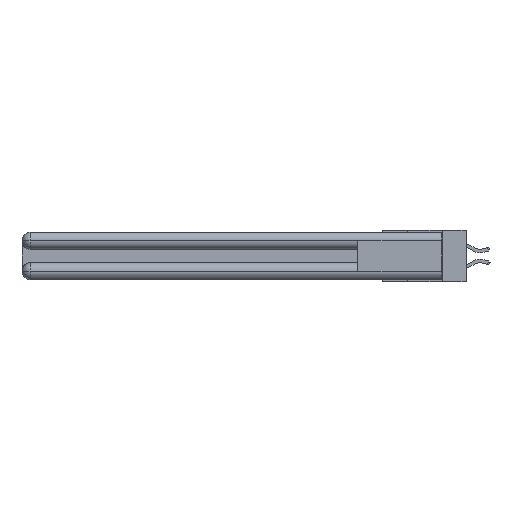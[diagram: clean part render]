
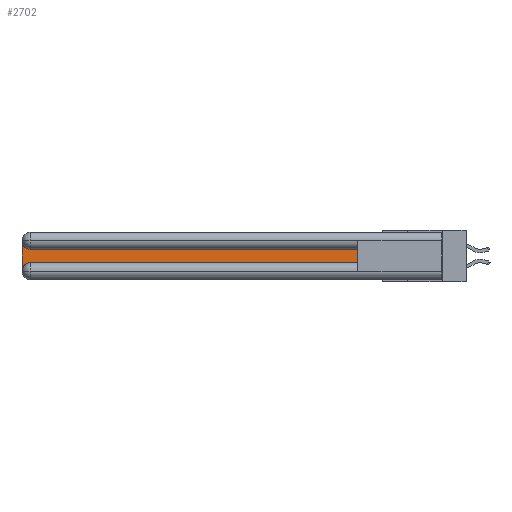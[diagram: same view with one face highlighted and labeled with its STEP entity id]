
A CAD part, left-side view. The second image highlights one B-rep face of the part: STEP entity #2702.
In plain terms, the highlighted planar face has unit normal (-1, 0, 0).
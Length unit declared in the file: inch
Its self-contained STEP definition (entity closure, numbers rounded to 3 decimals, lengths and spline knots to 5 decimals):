
#514 = DIRECTION ( 'NONE',  ( 0., 0., 1. ) ) ;
#1937 = AXIS2_PLACEMENT_3D ( 'NONE', #7349, #14794, #5384 ) ;
#2054 = CARTESIAN_POINT ( 'NONE',  ( 0.075, 3., -0.2175 ) ) ;
#2602 = CIRCLE ( 'NONE', #22083, 0.06 ) ;
#2702 = ADVANCED_FACE ( 'NONE', ( #25838 ), #13093, .F. ) ;
#3664 = EDGE_CURVE ( 'NONE', #16492, #28811, #23195, .T. ) ;
#3699 = CARTESIAN_POINT ( 'NONE',  ( 0.075, 3., -0.1225 ) ) ;
#4355 = CARTESIAN_POINT ( 'NONE',  ( 0.075, 0.6, -0.2175 ) ) ;
#5384 = DIRECTION ( 'NONE',  ( 0., 0., -1. ) ) ;
#6229 = ORIENTED_EDGE ( 'NONE', *, *, #9177, .T. ) ;
#7349 = CARTESIAN_POINT ( 'NONE',  ( 0.075, 2.94, -0.0625 ) ) ;
#7458 = CARTESIAN_POINT ( 'NONE',  ( 0.075, 3., -0.2775 ) ) ;
#7903 = LINE ( 'NONE', #2054, #18621 ) ;
#8607 = VERTEX_POINT ( 'NONE', #4355 ) ;
#9177 = EDGE_CURVE ( 'NONE', #8607, #16492, #29424, .T. ) ;
#9248 = CARTESIAN_POINT ( 'NONE',  ( 0.075, 2.94, -0.2175 ) ) ;
#9262 = DIRECTION ( 'NONE',  ( 0., 0., -1. ) ) ;
#10084 = CARTESIAN_POINT ( 'NONE',  ( 0.075, 0.6, -0.2175 ) ) ;
#10277 = EDGE_CURVE ( 'NONE', #27264, #11287, #2602, .T. ) ;
#11069 = VECTOR ( 'NONE', #17588, 39.37008 ) ;
#11287 = VERTEX_POINT ( 'NONE', #9248 ) ;
#11924 = CARTESIAN_POINT ( 'NONE',  ( 0.075, 2.94, -0.1225 ) ) ;
#12304 = ORIENTED_EDGE ( 'NONE', *, *, #10277, .T. ) ;
#13093 = PLANE ( 'NONE',  #22722 ) ;
#14116 = CARTESIAN_POINT ( 'NONE',  ( 0.075, 0.6, -0.2175 ) ) ;
#14794 = DIRECTION ( 'NONE',  ( 1., 0., 0. ) ) ;
#14908 = DIRECTION ( 'NONE',  ( 1., 0., 0. ) ) ;
#15045 = VERTEX_POINT ( 'NONE', #28012 ) ;
#15263 = CARTESIAN_POINT ( 'NONE',  ( 0.075, 0.6, -0.1225 ) ) ;
#16492 = VERTEX_POINT ( 'NONE', #22105 ) ;
#17107 = DIRECTION ( 'NONE',  ( 1., 0., 0. ) ) ;
#17588 = DIRECTION ( 'NONE',  ( 0., 1., 0. ) ) ;
#17754 = LINE ( 'NONE', #14116, #20669 ) ;
#18621 = VECTOR ( 'NONE', #9262, 39.37008 ) ;
#19359 = DIRECTION ( 'NONE',  ( 0., 0., -1. ) ) ;
#19438 = ORIENTED_EDGE ( 'NONE', *, *, #19611, .T. ) ;
#19493 = CARTESIAN_POINT ( 'NONE',  ( 0.075, 2.94, -0.2775 ) ) ;
#19611 = EDGE_CURVE ( 'NONE', #15045, #27264, #7903, .T. ) ;
#20669 = VECTOR ( 'NONE', #25471, 39.37008 ) ;
#20943 = EDGE_LOOP ( 'NONE', ( #25347, #22343, #19438, #12304, #28525, #6229 ) ) ;
#21425 = VECTOR ( 'NONE', #514, 39.37008 ) ;
#21824 = EDGE_CURVE ( 'NONE', #11287, #8607, #17754, .T. ) ;
#22083 = AXIS2_PLACEMENT_3D ( 'NONE', #19493, #14908, #24107 ) ;
#22105 = CARTESIAN_POINT ( 'NONE',  ( 0.075, 0.6, -0.1225 ) ) ;
#22343 = ORIENTED_EDGE ( 'NONE', *, *, #22582, .T. ) ;
#22582 = EDGE_CURVE ( 'NONE', #28811, #15045, #22809, .T. ) ;
#22722 = AXIS2_PLACEMENT_3D ( 'NONE', #3699, #17107, #19359 ) ;
#22809 = CIRCLE ( 'NONE', #1937, 0.06 ) ;
#23195 = LINE ( 'NONE', #15263, #11069 ) ;
#24107 = DIRECTION ( 'NONE',  ( 0., 0., -1. ) ) ;
#25347 = ORIENTED_EDGE ( 'NONE', *, *, #3664, .T. ) ;
#25471 = DIRECTION ( 'NONE',  ( 0., -1., 0. ) ) ;
#25838 = FACE_OUTER_BOUND ( 'NONE', #20943, .T. ) ;
#27264 = VERTEX_POINT ( 'NONE', #7458 ) ;
#28012 = CARTESIAN_POINT ( 'NONE',  ( 0.075, 3., -0.0625 ) ) ;
#28525 = ORIENTED_EDGE ( 'NONE', *, *, #21824, .T. ) ;
#28811 = VERTEX_POINT ( 'NONE', #11924 ) ;
#29424 = LINE ( 'NONE', #10084, #21425 ) ;
